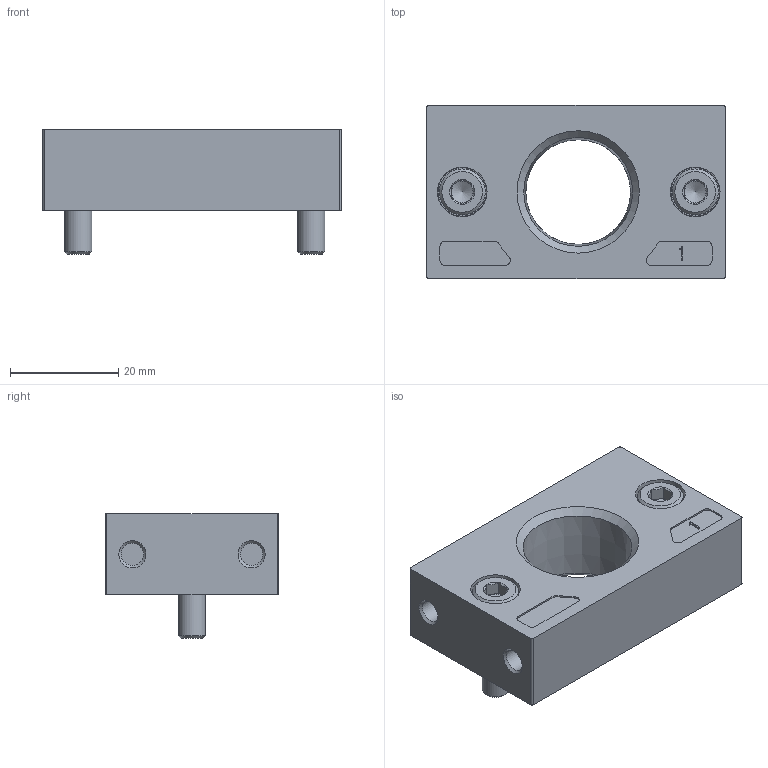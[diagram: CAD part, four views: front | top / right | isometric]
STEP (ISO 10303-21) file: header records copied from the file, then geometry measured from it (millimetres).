
FILE_DESCRIPTION(/* description */ ('STEP AP214'),/* implementation_level */ '2;1');
FILE_NAME(/* name */ '546526_PBL-1_2-D-MIDI-L-NPT',/* time_stamp */ '2024-09-13T16:13:09+02:00',/* author */ ('License CC BY-ND 4.0'),/* organization */ ('CADENAS'),/* preprocessor_version */ 'ST-DEVELOPER v19.3',/* originating_system */ 'PARTsolutions',/* authorisation */ ' ');
FILE_SCHEMA (('AUTOMOTIVE_DESIGN {1 0 10303 214 3 1 1}'));
Length unit declared in the file: millimetre
Products named in the file (3): 546526 PBL-1/2-D-MIDI-L-NPT; 679803 PBL-1/2-D-MIDI-L-NPT--P1; DIN-912 - M5x18(F)
Assembly tree (3 placements, depth 2):
  546526 PBL-1/2-D-MIDI-L-NPT
    679803 PBL-1/2-D-MIDI-L-NPT--P1
    DIN-912 - M5x18(F)  x2
Bounding box: 55 x 32 x 23 mm (x, y, z)
Volume: 21141.5 mm3; surface area: 8560.6 mm2
Topology: 3 solids, 3 shells, 115 faces, 246 edges, 148 vertices
Faces by surface type: plane 59, cone 31, cylinder 25
Full cylindrical faces by diameter (mm): 4.134 x2, 5 x2, 8.5 x2, 24.9 x1, 29.7 x1
Entity records: 2389 total; most frequent: DIRECTION 423, CARTESIAN_POINT 405, ORIENTED_EDGE 342, EDGE_CURVE 171, AXIS2_PLACEMENT_3D 167, FACE_BOUND 124, EDGE_LOOP 123, VERTEX_POINT 119
